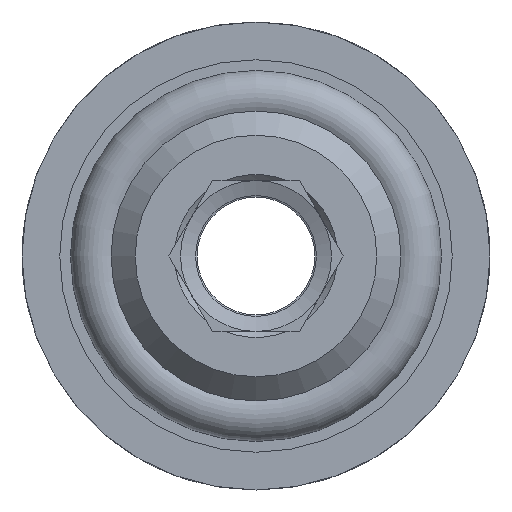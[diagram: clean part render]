
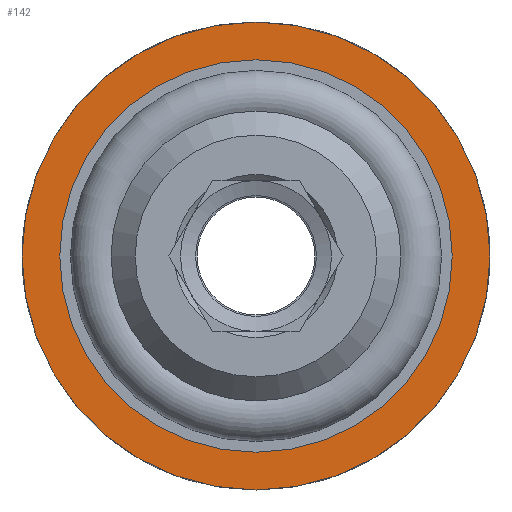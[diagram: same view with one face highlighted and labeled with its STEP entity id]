
A CAD part, front view. The second image highlights one B-rep face of the part: STEP entity #142.
In plain terms, the highlighted planar face has unit normal (0, -1, 0).
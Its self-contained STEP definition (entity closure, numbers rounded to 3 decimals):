
#142 = ADVANCED_FACE( 'NONE', ( #246, #247 ), #248, .T. );
#246 = FACE_OUTER_BOUND( '', #368, .T. );
#247 = FACE_BOUND( '', #369, .T. );
#248 = PLANE( '', #370 );
#368 = EDGE_LOOP( '', ( #684 ) );
#369 = EDGE_LOOP( '', ( #685 ) );
#370 = AXIS2_PLACEMENT_3D( '', #686, #687, #688 );
#684 = ORIENTED_EDGE( '', *, *, #888, .T. );
#685 = ORIENTED_EDGE( '', *, *, #806, .F. );
#686 = CARTESIAN_POINT( '', ( 7.75, 6., 0. ) );
#687 = DIRECTION( '', ( 0., -1., 0. ) );
#688 = DIRECTION( '', ( 0., 0., -1. ) );
#806 = EDGE_CURVE( 'NONE', #942, #942, #943, .T. );
#888 = EDGE_CURVE( 'NONE', #1073, #1073, #1074, .T. );
#942 = VERTEX_POINT( '', #1205 );
#943 = CIRCLE( '', #1206, 6.5 );
#1073 = VERTEX_POINT( '', #1443 );
#1074 = CIRCLE( '', #1444, 7.75 );
#1205 = CARTESIAN_POINT( '', ( 0., 6., -6.5 ) );
#1206 = AXIS2_PLACEMENT_3D( '', #1468, #1469, #1470 );
#1443 = CARTESIAN_POINT( '', ( 0., 6., -7.75 ) );
#1444 = AXIS2_PLACEMENT_3D( '', #1615, #1616, #1617 );
#1468 = CARTESIAN_POINT( '', ( 0., 6., 0. ) );
#1469 = DIRECTION( '', ( 0., -1., 0. ) );
#1470 = DIRECTION( '', ( 0., 0., -1. ) );
#1615 = CARTESIAN_POINT( '', ( 0., 6., 0. ) );
#1616 = DIRECTION( '', ( 0., -1., 0. ) );
#1617 = DIRECTION( '', ( 0., 0., -1. ) );
